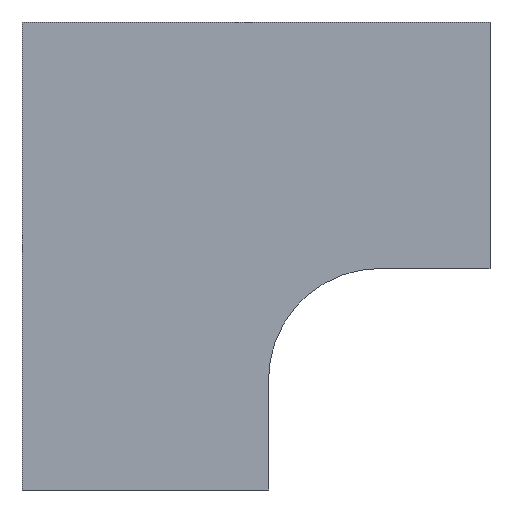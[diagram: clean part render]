
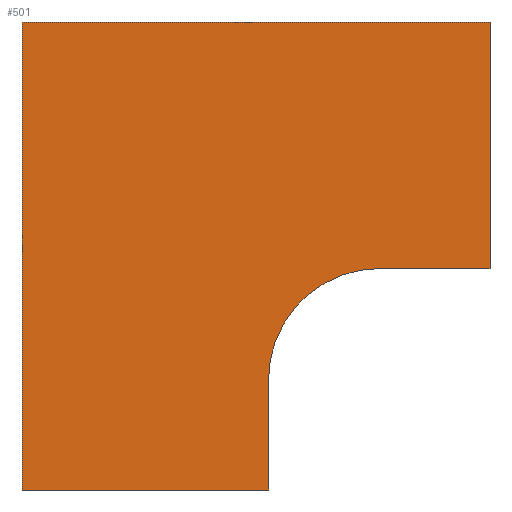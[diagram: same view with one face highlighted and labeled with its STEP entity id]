
A CAD part, front view. The second image highlights one B-rep face of the part: STEP entity #501.
In plain terms, the highlighted planar face has unit normal (0, -1, 0).
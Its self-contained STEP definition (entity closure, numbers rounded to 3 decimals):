
#1 = VERTEX_POINT ( 'NONE', #326 ) ;
#3 = EDGE_LOOP ( 'NONE', ( #376, #380, #386, #388, #394, #404, #412 ) ) ;
#10 = VERTEX_POINT ( 'NONE', #358 ) ;
#19 = DIRECTION ( 'NONE',  ( 0., 0., 1. ) ) ;
#40 = VECTOR ( 'NONE', #199, 1000. ) ;
#54 = EDGE_CURVE ( 'NONE', #369, #1, #307, .T. ) ;
#74 = EDGE_CURVE ( 'NONE', #327, #10, #174, .T. ) ;
#75 = VECTOR ( 'NONE', #319, 1000. ) ;
#92 = DIRECTION ( 'NONE',  ( 0., 0., 1. ) ) ;
#95 = DIRECTION ( 'NONE',  ( 0., 1., 0. ) ) ;
#98 = CARTESIAN_POINT ( 'NONE',  ( 13.35, -14., -13.35 ) ) ;
#107 = DIRECTION ( 'NONE',  ( 0., 0., 1. ) ) ;
#109 = DIRECTION ( 'NONE',  ( 0., -1., 0. ) ) ;
#111 = CARTESIAN_POINT ( 'NONE',  ( 13.35, -14., -13.35 ) ) ;
#124 = AXIS2_PLACEMENT_3D ( 'NONE', #98, #95, #92 ) ;
#151 = AXIS2_PLACEMENT_3D ( 'NONE', #111, #109, #107 ) ;
#166 = EDGE_CURVE ( 'NONE', #434, #214, #279, .T. ) ;
#167 = DIRECTION ( 'NONE',  ( 0., 0., -1. ) ) ;
#173 = CARTESIAN_POINT ( 'NONE',  ( 25.25, -14., -1.35 ) ) ;
#174 = LINE ( 'NONE', #185, #40 ) ;
#179 = CARTESIAN_POINT ( 'NONE',  ( 25.25, -14., 25.25 ) ) ;
#185 = CARTESIAN_POINT ( 'NONE',  ( 1.35, -14., -25.25 ) ) ;
#199 = DIRECTION ( 'NONE',  ( 0., 0., -1. ) ) ;
#200 = CARTESIAN_POINT ( 'NONE',  ( 13.35, -14., -1.35 ) ) ;
#204 = DIRECTION ( 'NONE',  ( -1., 0., 0. ) ) ;
#213 = DIRECTION ( 'NONE',  ( -1., 0., 0. ) ) ;
#214 = VERTEX_POINT ( 'NONE', #435 ) ;
#217 = CARTESIAN_POINT ( 'NONE',  ( -25.25, -14., -25.25 ) ) ;
#246 = CARTESIAN_POINT ( 'NONE',  ( -25.25, -14., 25.25 ) ) ;
#278 = CARTESIAN_POINT ( 'NONE',  ( -25.25, -14., -25.25 ) ) ;
#279 = LINE ( 'NONE', #246, #362 ) ;
#288 = FACE_OUTER_BOUND ( 'NONE', #3, .T. ) ;
#294 = VECTOR ( 'NONE', #204, 1000. ) ;
#303 = CIRCLE ( 'NONE', #151, 12. ) ;
#307 = LINE ( 'NONE', #200, #294 ) ;
#319 = DIRECTION ( 'NONE',  ( 1., 0., 0. ) ) ;
#320 = PLANE ( 'NONE',  #124 ) ;
#324 = CARTESIAN_POINT ( 'NONE',  ( -25.25, -14., 25.25 ) ) ;
#326 = CARTESIAN_POINT ( 'NONE',  ( 13.35, -14., -1.35 ) ) ;
#327 = VERTEX_POINT ( 'NONE', #370 ) ;
#358 = CARTESIAN_POINT ( 'NONE',  ( 1.35, -14., -25.25 ) ) ;
#360 = CARTESIAN_POINT ( 'NONE',  ( 25.25, -14., -1.35 ) ) ;
#362 = VECTOR ( 'NONE', #19, 1000. ) ;
#369 = VERTEX_POINT ( 'NONE', #360 ) ;
#370 = CARTESIAN_POINT ( 'NONE',  ( 1.35, -14., -13.35 ) ) ;
#376 = ORIENTED_EDGE ( 'NONE', *, *, #166, .F. ) ;
#380 = ORIENTED_EDGE ( 'NONE', *, *, #452, .F. ) ;
#386 = ORIENTED_EDGE ( 'NONE', *, *, #74, .F. ) ;
#388 = ORIENTED_EDGE ( 'NONE', *, *, #489, .F. ) ;
#392 = LINE ( 'NONE', #324, #75 ) ;
#394 = ORIENTED_EDGE ( 'NONE', *, *, #54, .F. ) ;
#404 = ORIENTED_EDGE ( 'NONE', *, *, #466, .F. ) ;
#410 = EDGE_CURVE ( 'NONE', #214, #469, #392, .T. ) ;
#412 = ORIENTED_EDGE ( 'NONE', *, *, #410, .F. ) ;
#434 = VERTEX_POINT ( 'NONE', #278 ) ;
#435 = CARTESIAN_POINT ( 'NONE',  ( -25.25, -14., 25.25 ) ) ;
#448 = LINE ( 'NONE', #217, #535 ) ;
#452 = EDGE_CURVE ( 'NONE', #10, #434, #448, .T. ) ;
#466 = EDGE_CURVE ( 'NONE', #469, #369, #524, .T. ) ;
#469 = VERTEX_POINT ( 'NONE', #179 ) ;
#489 = EDGE_CURVE ( 'NONE', #1, #327, #303, .T. ) ;
#501 = ADVANCED_FACE ( 'NONE', ( #288 ), #320, .F. ) ;
#514 = VECTOR ( 'NONE', #167, 1000. ) ;
#524 = LINE ( 'NONE', #173, #514 ) ;
#535 = VECTOR ( 'NONE', #213, 1000. ) ;
